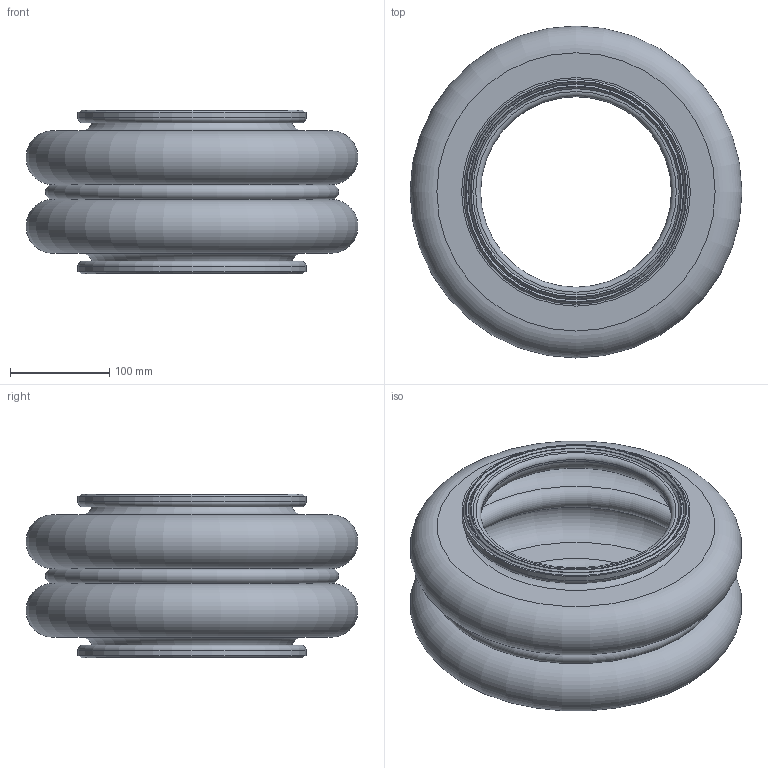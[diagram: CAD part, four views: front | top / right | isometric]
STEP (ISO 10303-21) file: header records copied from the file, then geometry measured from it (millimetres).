
FILE_DESCRIPTION(/* description */ (''),/* implementation_level */ '2;1');
FILE_NAME(/* name */ '6W-340x2-01.stp',/* time_stamp */ '2021-06-15T08:05:00+02:00',/* author */ (''),/* organization */ (''),/* preprocessor_version */ 'ST-DEVELOPER v18.1',/* originating_system */ 'SIEMENS PLM Software NX 1965',/* authorisation */ '');
FILE_SCHEMA (('AP203_CONFIGURATION_CONTROLLED_3D_DESIGN_OF_MECHANICAL_PARTS_AND_ASSEMBLIES_MIM_LF { 1 0 10303 403 2 1 2}'));
Length unit declared in the file: millimetre
Products named in the file (1): hoff119049B9q5wl
Bounding box: 333.99 x 333.99 x 165 mm (x, y, z)
Volume: 1283736.7 mm3; surface area: 650424.6 mm2
Topology: 2 solids, 3 shells, 46 faces, 86 edges, 50 vertices
Faces by surface type: torus 22, plane 10, cone 10, cylinder 4
Full cylindrical faces by diameter (mm): 191.975 x2, 230 x2
Entity records: 1006 total; most frequent: DIRECTION 182, CARTESIAN_POINT 137, AXIS2_PLACEMENT_3D 91, FACE_BOUND 90, EDGE_LOOP 88, ORIENTED_EDGE 88, ADVANCED_FACE 46, VERTEX_POINT 46
